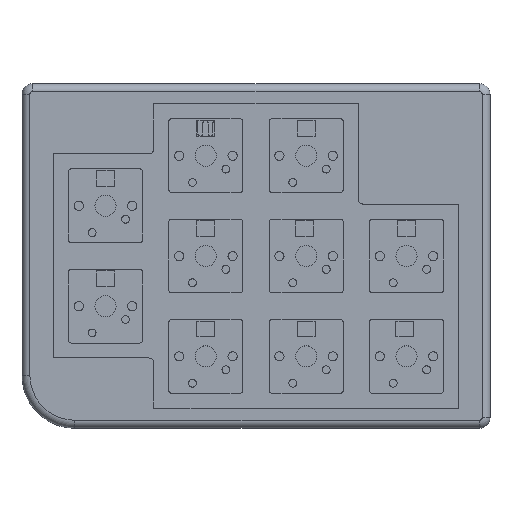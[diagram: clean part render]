
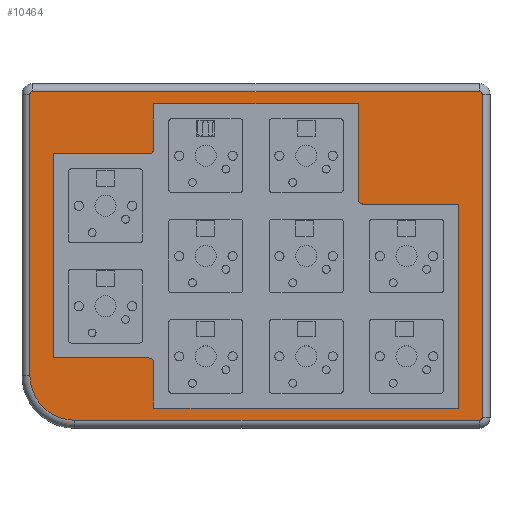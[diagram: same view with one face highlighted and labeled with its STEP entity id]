
A CAD part, top view. The second image highlights one B-rep face of the part: STEP entity #10464.
In plain terms, the highlighted planar face has unit normal (0, 0, 1).
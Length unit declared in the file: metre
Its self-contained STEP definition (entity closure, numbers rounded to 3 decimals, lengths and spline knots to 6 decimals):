
#906=LINE('',#15885,#1742);
#910=LINE('',#15893,#1746);
#911=LINE('',#15895,#1747);
#917=LINE('',#15908,#1753);
#920=LINE('',#15914,#1756);
#921=LINE('',#15916,#1757);
#927=LINE('',#15929,#1763);
#930=LINE('',#15935,#1766);
#931=LINE('',#15937,#1767);
#936=LINE('',#15947,#1772);
#939=LINE('',#15952,#1775);
#940=LINE('',#15957,#1776);
#941=LINE('',#15961,#1777);
#942=LINE('',#15965,#1778);
#1742=VECTOR('',#13118,1.);
#1746=VECTOR('',#13124,1.);
#1747=VECTOR('',#13127,1.);
#1753=VECTOR('',#13135,1.);
#1756=VECTOR('',#13140,1.);
#1757=VECTOR('',#13143,1.);
#1763=VECTOR('',#13151,1.);
#1766=VECTOR('',#13156,1.);
#1767=VECTOR('',#13159,1.);
#1772=VECTOR('',#13166,1.);
#1775=VECTOR('',#13173,1.);
#1776=VECTOR('',#13176,1.);
#1777=VECTOR('',#13179,1.);
#1778=VECTOR('',#13182,1.);
#3447=ORIENTED_EDGE('',*,*,#5887,.T.);
#3448=ORIENTED_EDGE('',*,*,#5888,.T.);
#3449=ORIENTED_EDGE('',*,*,#5889,.T.);
#3450=ORIENTED_EDGE('',*,*,#5890,.T.);
#3451=ORIENTED_EDGE('',*,*,#5891,.T.);
#3452=ORIENTED_EDGE('',*,*,#5892,.T.);
#3453=ORIENTED_EDGE('',*,*,#5893,.T.);
#3454=ORIENTED_EDGE('',*,*,#5894,.T.);
#3455=ORIENTED_EDGE('',*,*,#5858,.F.);
#3456=ORIENTED_EDGE('',*,*,#5895,.T.);
#3457=ORIENTED_EDGE('',*,*,#5859,.F.);
#3458=ORIENTED_EDGE('',*,*,#5865,.F.);
#3459=ORIENTED_EDGE('',*,*,#5868,.F.);
#3460=ORIENTED_EDGE('',*,*,#5896,.T.);
#3461=ORIENTED_EDGE('',*,*,#5869,.F.);
#3462=ORIENTED_EDGE('',*,*,#5875,.F.);
#3463=ORIENTED_EDGE('',*,*,#5878,.F.);
#3464=ORIENTED_EDGE('',*,*,#5897,.T.);
#3465=ORIENTED_EDGE('',*,*,#5879,.F.);
#3466=ORIENTED_EDGE('',*,*,#5884,.F.);
#3467=ORIENTED_EDGE('',*,*,#5854,.F.);
#5854=EDGE_CURVE('',#7221,#7222,#906,.T.);
#5858=EDGE_CURVE('',#7224,#7221,#910,.T.);
#5859=EDGE_CURVE('',#7225,#7226,#911,.T.);
#5865=EDGE_CURVE('',#7230,#7225,#917,.T.);
#5868=EDGE_CURVE('',#7232,#7230,#920,.T.);
#5869=EDGE_CURVE('',#7233,#7234,#921,.T.);
#5875=EDGE_CURVE('',#7238,#7233,#927,.T.);
#5878=EDGE_CURVE('',#7240,#7238,#930,.T.);
#5879=EDGE_CURVE('',#7241,#7242,#931,.T.);
#5884=EDGE_CURVE('',#7222,#7241,#936,.T.);
#5887=EDGE_CURVE('',#7245,#7246,#939,.T.);
#5888=EDGE_CURVE('',#7246,#7247,#8065,.T.);
#5889=EDGE_CURVE('',#7247,#7248,#940,.T.);
#5890=EDGE_CURVE('',#7248,#7249,#8066,.T.);
#5891=EDGE_CURVE('',#7249,#7250,#941,.T.);
#5892=EDGE_CURVE('',#7250,#7251,#8067,.T.);
#5893=EDGE_CURVE('',#7251,#7252,#942,.T.);
#5894=EDGE_CURVE('',#7252,#7245,#8068,.T.);
#5895=EDGE_CURVE('',#7224,#7226,#8069,.T.);
#5896=EDGE_CURVE('',#7232,#7234,#8070,.T.);
#5897=EDGE_CURVE('',#7240,#7242,#8071,.T.);
#7221=VERTEX_POINT('',#15884);
#7222=VERTEX_POINT('',#15886);
#7224=VERTEX_POINT('',#15892);
#7225=VERTEX_POINT('',#15896);
#7226=VERTEX_POINT('',#15897);
#7230=VERTEX_POINT('',#15907);
#7232=VERTEX_POINT('',#15913);
#7233=VERTEX_POINT('',#15917);
#7234=VERTEX_POINT('',#15918);
#7238=VERTEX_POINT('',#15928);
#7240=VERTEX_POINT('',#15934);
#7241=VERTEX_POINT('',#15938);
#7242=VERTEX_POINT('',#15939);
#7245=VERTEX_POINT('',#15953);
#7246=VERTEX_POINT('',#15954);
#7247=VERTEX_POINT('',#15956);
#7248=VERTEX_POINT('',#15958);
#7249=VERTEX_POINT('',#15960);
#7250=VERTEX_POINT('',#15962);
#7251=VERTEX_POINT('',#15964);
#7252=VERTEX_POINT('',#15966);
#8065=CIRCLE('',#11315,0.0085);
#8066=CIRCLE('',#11316,0.0005);
#8067=CIRCLE('',#11317,0.0005);
#8068=CIRCLE('',#11318,0.0005);
#8069=CIRCLE('',#11319,0.001);
#8070=CIRCLE('',#11320,0.001);
#8071=CIRCLE('',#11321,0.001);
#8828=EDGE_LOOP('',(#3447,#3448,#3449,#3450,#3451,#3452,#3453,#3454));
#8829=EDGE_LOOP('',(#3455,#3456,#3457,#3458,#3459,#3460,#3461,#3462,#3463,
#3464,#3465,#3466,#3467));
#9668=FACE_BOUND('',#8828,.T.);
#9669=FACE_BOUND('',#8829,.T.);
#10128=PLANE('',#11314);
#10464=ADVANCED_FACE('',(#9668,#9669),#10128,.T.);
#11314=AXIS2_PLACEMENT_3D('',#15951,#13171,#13172);
#11315=AXIS2_PLACEMENT_3D('',#15955,#13174,#13175);
#11316=AXIS2_PLACEMENT_3D('',#15959,#13177,#13178);
#11317=AXIS2_PLACEMENT_3D('',#15963,#13180,#13181);
#11318=AXIS2_PLACEMENT_3D('',#15967,#13183,#13184);
#11319=AXIS2_PLACEMENT_3D('',#15968,#13185,#13186);
#11320=AXIS2_PLACEMENT_3D('',#15969,#13187,#13188);
#11321=AXIS2_PLACEMENT_3D('',#15970,#13189,#13190);
#13118=DIRECTION('',(1.,0.,0.));
#13124=DIRECTION('',(0.,-1.,0.));
#13127=DIRECTION('',(1.,0.,0.));
#13135=DIRECTION('',(0.,-1.,0.));
#13140=DIRECTION('',(-1.,0.,0.));
#13143=DIRECTION('',(0.,-1.,0.));
#13151=DIRECTION('',(-1.,0.,0.));
#13156=DIRECTION('',(0.,1.,0.));
#13159=DIRECTION('',(-1.,0.,0.));
#13166=DIRECTION('',(0.,1.,0.));
#13171=DIRECTION('',(0.,0.,1.));
#13172=DIRECTION('',(1.,0.,0.));
#13173=DIRECTION('',(0.,-1.,0.));
#13174=DIRECTION('',(0.,0.,1.));
#13175=DIRECTION('',(1.,0.,0.));
#13176=DIRECTION('',(1.,0.,0.));
#13177=DIRECTION('',(0.,0.,1.));
#13178=DIRECTION('',(1.,0.,0.));
#13179=DIRECTION('',(0.,1.,0.));
#13180=DIRECTION('',(0.,0.,1.));
#13181=DIRECTION('',(1.,0.,0.));
#13182=DIRECTION('',(-1.,0.,0.));
#13183=DIRECTION('',(0.,0.,1.));
#13184=DIRECTION('',(1.,0.,0.));
#13185=DIRECTION('',(0.,0.,1.));
#13186=DIRECTION('',(1.,0.,0.));
#13187=DIRECTION('',(0.,0.,1.));
#13188=DIRECTION('',(1.,0.,0.));
#13189=DIRECTION('',(0.,0.,1.));
#13190=DIRECTION('',(1.,0.,0.));
#15884=CARTESIAN_POINT('',(-0.021175,-0.029558,0.017));
#15885=CARTESIAN_POINT('',(0.007725,-0.029558,0.017));
#15886=CARTESIAN_POINT('',(0.036625,-0.029558,0.017));
#15892=CARTESIAN_POINT('',(-0.021175,-0.021033,0.017));
#15893=CARTESIAN_POINT('',(-0.021175,-0.024796,0.017));
#15895=CARTESIAN_POINT('',(-0.0307,-0.020033,0.017));
#15896=CARTESIAN_POINT('',(-0.040225,-0.020033,0.017));
#15897=CARTESIAN_POINT('',(-0.022175,-0.020033,0.017));
#15907=CARTESIAN_POINT('',(-0.040225,0.018717,0.017));
#15908=CARTESIAN_POINT('',(-0.040225,-0.000658,0.017));
#15913=CARTESIAN_POINT('',(-0.022175,0.018717,0.017));
#15914=CARTESIAN_POINT('',(-0.0307,0.018717,0.017));
#15916=CARTESIAN_POINT('',(-0.021175,0.023479,0.017));
#15917=CARTESIAN_POINT('',(-0.021175,0.028242,0.017));
#15918=CARTESIAN_POINT('',(-0.021175,0.019717,0.017));
#15928=CARTESIAN_POINT('',(0.017575,0.028242,0.017));
#15929=CARTESIAN_POINT('',(-0.0018,0.028242,0.017));
#15934=CARTESIAN_POINT('',(0.017575,0.010192,0.017));
#15935=CARTESIAN_POINT('',(0.017575,0.018717,0.017));
#15937=CARTESIAN_POINT('',(0.0271,0.009192,0.017));
#15938=CARTESIAN_POINT('',(0.036625,0.009192,0.017));
#15939=CARTESIAN_POINT('',(0.018575,0.009192,0.017));
#15947=CARTESIAN_POINT('',(0.036625,-0.010183,0.017));
#15951=CARTESIAN_POINT('',(-0.0018,-0.000658,0.017));
#15952=CARTESIAN_POINT('',(-0.044725,-0.023358,0.017));
#15953=CARTESIAN_POINT('',(-0.044725,0.030042,0.017));
#15954=CARTESIAN_POINT('',(-0.044725,-0.023358,0.017));
#15955=CARTESIAN_POINT('',(-0.036225,-0.023358,0.017));
#15956=CARTESIAN_POINT('',(-0.036225,-0.031858,0.017));
#15957=CARTESIAN_POINT('',(0.040625,-0.031858,0.017));
#15958=CARTESIAN_POINT('',(0.040625,-0.031858,0.017));
#15959=CARTESIAN_POINT('',(0.040625,-0.031358,0.017));
#15960=CARTESIAN_POINT('',(0.041125,-0.031358,0.017));
#15961=CARTESIAN_POINT('',(0.041125,0.030042,0.017));
#15962=CARTESIAN_POINT('',(0.041125,0.030042,0.017));
#15963=CARTESIAN_POINT('',(0.040625,0.030042,0.017));
#15964=CARTESIAN_POINT('',(0.040625,0.030542,0.017));
#15965=CARTESIAN_POINT('',(-0.044225,0.030542,0.017));
#15966=CARTESIAN_POINT('',(-0.044225,0.030542,0.017));
#15967=CARTESIAN_POINT('',(-0.044225,0.030042,0.017));
#15968=CARTESIAN_POINT('',(-0.022175,-0.021033,0.017));
#15969=CARTESIAN_POINT('',(-0.022175,0.019717,0.017));
#15970=CARTESIAN_POINT('',(0.018575,0.010192,0.017));
